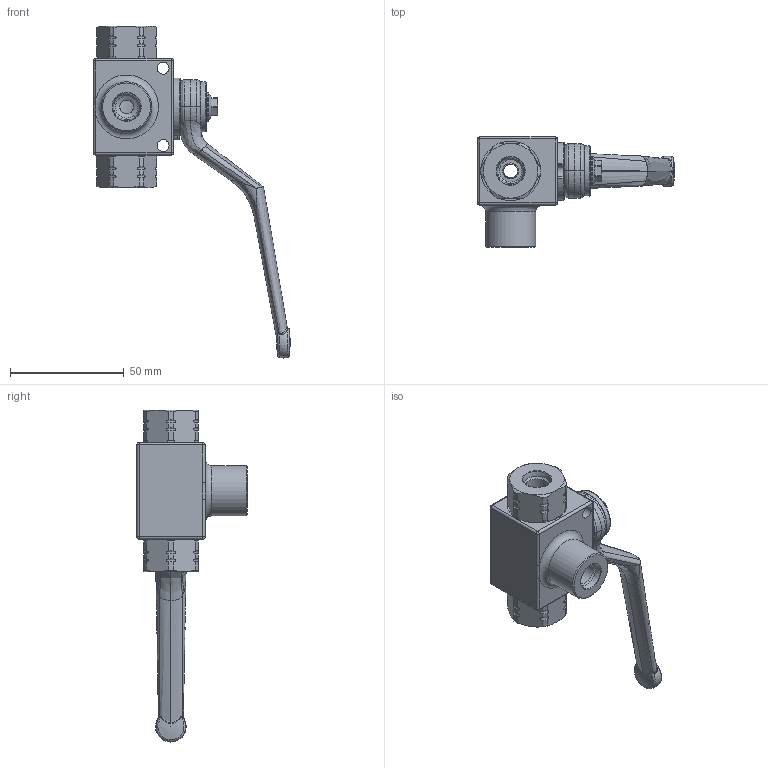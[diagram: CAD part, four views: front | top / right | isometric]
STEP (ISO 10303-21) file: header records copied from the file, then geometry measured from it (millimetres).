
FILE_DESCRIPTION(/* description */ (''),/* implementation_level */ '2;1');
FILE_NAME(/* name */ 'GE3EEE0_____F10.stp',/* time_stamp */ '2020-12-16T08:10:32+01:00',/* author */ ('milena.noris'),/* organization */ (''),/* preprocessor_version */ 'ST-DEVELOPER v18.1',/* originating_system */ 'Autodesk Inventor 2020',/* authorisation */ '');
FILE_SCHEMA (('AUTOMOTIVE_DESIGN { 1 0 10303 214 3 1 1 }'));
Length unit declared in the file: millimetre
Products named in the file (1): Parte1
Bounding box: 86.39 x 48.5 x 145.75 mm (x, y, z)
Volume: 62566.1 mm3; surface area: 24128.4 mm2
Topology: 1 solids, 4 shells, 461 faces, 1262 edges, 808 vertices
Faces by surface type: cylinder 133, plane 115, bspline 72, torus 65, cone 62, sphere 14
Full cylindrical faces by diameter (mm): 2.004 x1, 4.134 x1, 5 x3, 5.25 x2, 6 x3, 9.88 x3, 13 x1, 14 x2, 17 x1, 18.7 x2, 20.376 x3, 22 x2, 22.3 x2, 26.2 x2
Entity records: 35682 total; most frequent: CARTESIAN_POINT 23830, ORIENTED_EDGE 2508, DIRECTION 2286, EDGE_CURVE 1254, AXIS2_PLACEMENT_3D 940, VERTEX_POINT 808, CIRCLE 533, EDGE_LOOP 488
